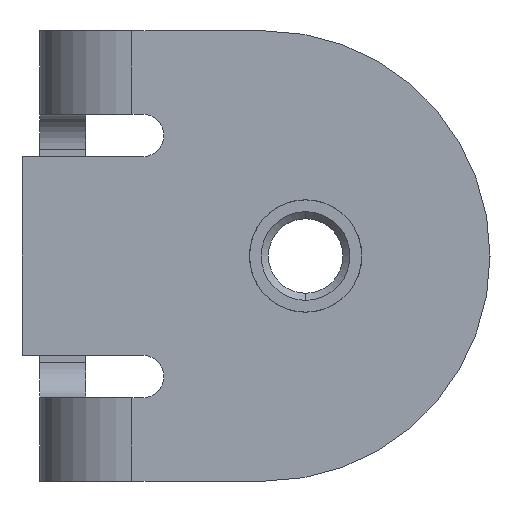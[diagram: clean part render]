
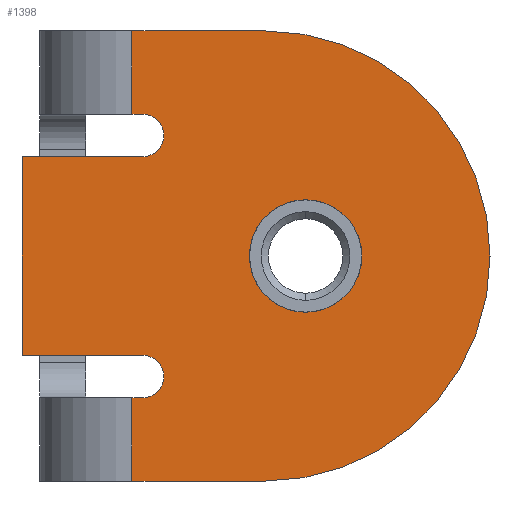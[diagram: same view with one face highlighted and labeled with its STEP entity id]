
A CAD part, left-side view. The second image highlights one B-rep face of the part: STEP entity #1398.
In plain terms, the highlighted face is planar.
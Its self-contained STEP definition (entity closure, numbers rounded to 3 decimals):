
#137=DIRECTION('',(1.,0.,0.));
#138=VECTOR('',#137,4.7);
#139=CARTESIAN_POINT('',(-12.7,0.,5.2));
#140=LINE('',#139,#138);
#254=DIRECTION('',(1.,0.,0.));
#255=VECTOR('',#254,4.7);
#256=CARTESIAN_POINT('',(8.,0.,5.2));
#257=LINE('',#256,#255);
#350=CARTESIAN_POINT('',(0.,0.,15.));
#351=DIRECTION('',(0.,1.,0.));
#352=DIRECTION('',(-1.,0.,0.));
#353=AXIS2_PLACEMENT_3D('',#350,#351,#352);
#355=CARTESIAN_POINT('',(0.,0.,15.));
#356=DIRECTION('',(0.,1.,0.));
#357=DIRECTION('',(1.,0.,0.));
#358=AXIS2_PLACEMENT_3D('',#355,#356,#357);
#360=DIRECTION('',(0.,0.,-1.));
#361=VECTOR('',#360,6.8);
#362=CARTESIAN_POINT('',(-5.6,0.,5.8));
#363=LINE('',#362,#361);
#364=DIRECTION('',(0.,0.,1.));
#365=VECTOR('',#364,0.6);
#366=CARTESIAN_POINT('',(-8.,0.,5.2));
#367=LINE('',#366,#365);
#368=DIRECTION('',(0.,0.,-1.));
#369=VECTOR('',#368,7.5);
#370=CARTESIAN_POINT('',(-12.7,0.,12.7));
#371=LINE('',#370,#369);
#372=CARTESIAN_POINT('',(0.,0.,12.7));
#373=DIRECTION('',(0.,-1.,0.));
#374=DIRECTION('',(1.,0.,0.));
#375=AXIS2_PLACEMENT_3D('',#372,#373,#374);
#377=DIRECTION('',(0.,0.,1.));
#378=VECTOR('',#377,7.5);
#379=CARTESIAN_POINT('',(12.7,0.,5.2));
#380=LINE('',#379,#378);
#381=DIRECTION('',(0.,0.,1.));
#382=VECTOR('',#381,0.6);
#383=CARTESIAN_POINT('',(8.,0.,5.2));
#384=LINE('',#383,#382);
#385=DIRECTION('',(0.,0.,1.));
#386=VECTOR('',#385,6.8);
#387=CARTESIAN_POINT('',(5.6,0.,-1.));
#388=LINE('',#387,#386);
#389=DIRECTION('',(1.,0.,0.));
#390=VECTOR('',#389,11.2);
#391=CARTESIAN_POINT('',(-5.6,0.,-1.));
#392=LINE('',#391,#390);
#410=CARTESIAN_POINT('',(-6.8,0.,5.8));
#411=DIRECTION('',(0.,1.,0.));
#412=DIRECTION('',(-1.,0.,0.));
#413=AXIS2_PLACEMENT_3D('',#410,#411,#412);
#432=CARTESIAN_POINT('',(6.8,0.,5.8));
#433=DIRECTION('',(0.,1.,0.));
#434=DIRECTION('',(-1.,0.,0.));
#435=AXIS2_PLACEMENT_3D('',#432,#433,#434);
#665=CARTESIAN_POINT('',(12.7,0.,5.2));
#667=VERTEX_POINT('',#665);
#669=CARTESIAN_POINT('',(-12.7,0.,5.2));
#671=VERTEX_POINT('',#669);
#709=CARTESIAN_POINT('',(12.7,0.,12.7));
#710=VERTEX_POINT('',#709);
#711=CARTESIAN_POINT('',(-12.7,0.,12.7));
#712=VERTEX_POINT('',#711);
#713=CARTESIAN_POINT('',(-3.175,0.,15.));
#714=CARTESIAN_POINT('',(3.175,0.,15.));
#715=VERTEX_POINT('',#713);
#716=VERTEX_POINT('',#714);
#737=CARTESIAN_POINT('',(8.,0.,5.2));
#739=VERTEX_POINT('',#737);
#741=CARTESIAN_POINT('',(-8.,0.,5.2));
#743=VERTEX_POINT('',#741);
#753=CARTESIAN_POINT('',(-5.6,0.,-1.));
#754=CARTESIAN_POINT('',(5.6,0.,-1.));
#755=VERTEX_POINT('',#753);
#756=VERTEX_POINT('',#754);
#786=CARTESIAN_POINT('',(8.,0.,5.8));
#788=VERTEX_POINT('',#786);
#790=CARTESIAN_POINT('',(5.6,0.,5.8));
#792=VERTEX_POINT('',#790);
#794=CARTESIAN_POINT('',(-5.6,0.,5.8));
#796=VERTEX_POINT('',#794);
#798=CARTESIAN_POINT('',(-8.,0.,5.8));
#800=VERTEX_POINT('',#798);
#1364=CARTESIAN_POINT('',(-6.665,0.,0.));
#1365=DIRECTION('',(0.,-1.,0.));
#1366=DIRECTION('',(1.,0.,0.));
#1367=AXIS2_PLACEMENT_3D('',#1364,#1365,#1366);
#1368=PLANE('',#1367);
#1370=ORIENTED_EDGE('',*,*,#1369,.F.);
#1372=ORIENTED_EDGE('',*,*,#1371,.F.);
#1374=ORIENTED_EDGE('',*,*,#1373,.F.);
#1375=ORIENTED_EDGE('',*,*,#1031,.F.);
#1377=ORIENTED_EDGE('',*,*,#1376,.F.);
#1379=ORIENTED_EDGE('',*,*,#1378,.F.);
#1381=ORIENTED_EDGE('',*,*,#1380,.F.);
#1382=ORIENTED_EDGE('',*,*,#1252,.F.);
#1384=ORIENTED_EDGE('',*,*,#1383,.T.);
#1386=ORIENTED_EDGE('',*,*,#1385,.F.);
#1388=ORIENTED_EDGE('',*,*,#1387,.F.);
#1390=ORIENTED_EDGE('',*,*,#1389,.F.);
#1391=EDGE_LOOP('',(#1370,#1372,#1374,#1375,#1377,#1379,#1381,#1382,#1384,#1386,
#1388,#1390));
#1392=FACE_OUTER_BOUND('',#1391,.F.);
#1393=ORIENTED_EDGE('',*,*,#1354,.F.);
#1395=ORIENTED_EDGE('',*,*,#1394,.F.);
#1396=EDGE_LOOP('',(#1393,#1395));
#1397=FACE_BOUND('',#1396,.F.);
#1398=ADVANCED_FACE('',(#1392,#1397),#1368,.T.);
#354=CIRCLE('',#353,3.175);
#359=CIRCLE('',#358,3.175);
#376=CIRCLE('',#375,12.7);
#414=CIRCLE('',#413,1.2);
#436=CIRCLE('',#435,1.2);
#1031=EDGE_CURVE('',#671,#743,#140,.T.);
#1252=EDGE_CURVE('',#739,#667,#257,.T.);
#1354=EDGE_CURVE('',#715,#716,#354,.T.);
#1369=EDGE_CURVE('',#796,#755,#363,.T.);
#1371=EDGE_CURVE('',#800,#796,#414,.T.);
#1373=EDGE_CURVE('',#743,#800,#367,.T.);
#1376=EDGE_CURVE('',#712,#671,#371,.T.);
#1378=EDGE_CURVE('',#710,#712,#376,.T.);
#1380=EDGE_CURVE('',#667,#710,#380,.T.);
#1383=EDGE_CURVE('',#739,#788,#384,.T.);
#1385=EDGE_CURVE('',#792,#788,#436,.T.);
#1387=EDGE_CURVE('',#756,#792,#388,.T.);
#1389=EDGE_CURVE('',#755,#756,#392,.T.);
#1394=EDGE_CURVE('',#716,#715,#359,.T.);
